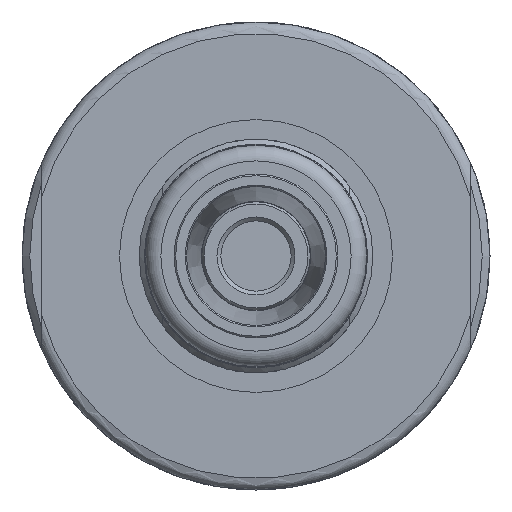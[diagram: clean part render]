
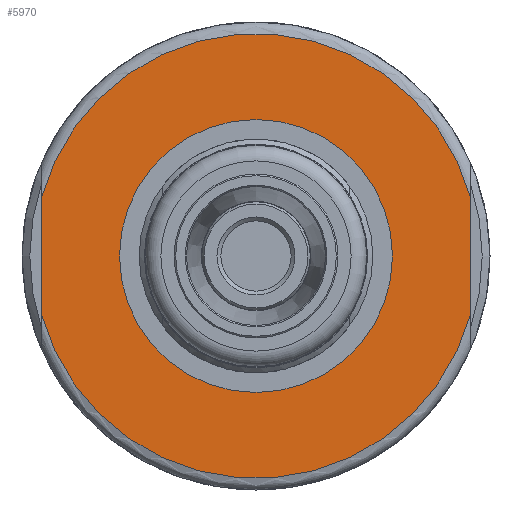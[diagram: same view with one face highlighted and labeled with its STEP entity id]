
A CAD part, left-side view. The second image highlights one B-rep face of the part: STEP entity #5970.
In plain terms, the highlighted planar face has unit normal (-1, 0, 0).
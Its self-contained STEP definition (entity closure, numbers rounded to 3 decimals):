
#223=LINE('',#10562,#577);
#227=LINE('',#10611,#581);
#577=VECTOR('',#7643,14.967);
#581=VECTOR('',#7653,14.967);
#1071=PLANE('',#6537);
#1274=FACE_BOUND('',#2052,.T.);
#1275=FACE_BOUND('',#2053,.T.);
#2052=EDGE_LOOP('',(#4605));
#2053=EDGE_LOOP('',(#4606,#4607,#4608,#4609));
#2503=CIRCLE('',#6538,17.5);
#2504=CIRCLE('',#6539,28.5);
#2505=CIRCLE('',#6540,28.5);
#2865=VERTEX_POINT('',#10546);
#2866=VERTEX_POINT('',#10561);
#2873=VERTEX_POINT('',#10595);
#2874=VERTEX_POINT('',#10610);
#2876=VERTEX_POINT('',#10641);
#3499=EDGE_CURVE('',#2866,#2865,#223,.T.);
#3508=EDGE_CURVE('',#2874,#2873,#227,.T.);
#3518=EDGE_CURVE('',#2876,#2876,#2503,.T.);
#3519=EDGE_CURVE('',#2874,#2865,#2504,.T.);
#3520=EDGE_CURVE('',#2866,#2873,#2505,.T.);
#4605=ORIENTED_EDGE('',*,*,#3518,.T.);
#4606=ORIENTED_EDGE('',*,*,#3499,.T.);
#4607=ORIENTED_EDGE('',*,*,#3519,.F.);
#4608=ORIENTED_EDGE('',*,*,#3508,.T.);
#4609=ORIENTED_EDGE('',*,*,#3520,.F.);
#5970=ADVANCED_FACE('',(#1274,#1275),#1071,.T.);
#6537=AXIS2_PLACEMENT_3D('',#10640,#7679,#7680);
#6538=AXIS2_PLACEMENT_3D('',#10642,#7681,#7682);
#6539=AXIS2_PLACEMENT_3D('',#10643,#7683,#7684);
#6540=AXIS2_PLACEMENT_3D('',#10644,#7685,#7686);
#7643=DIRECTION('',(0.,0.,-1.));
#7653=DIRECTION('',(0.,0.,1.));
#7679=DIRECTION('center_axis',(-1.,0.,0.));
#7680=DIRECTION('ref_axis',(0.,1.,0.));
#7681=DIRECTION('center_axis',(1.,0.,0.));
#7682=DIRECTION('ref_axis',(0.,0.,
-1.));
#7683=DIRECTION('center_axis',(1.,0.,0.));
#7684=DIRECTION('ref_axis',(0.,0.,
-1.));
#7685=DIRECTION('center_axis',(1.,0.,0.));
#7686=DIRECTION('ref_axis',(0.,0.,
-1.));
#10546=CARTESIAN_POINT('',(-96.,27.5,-7.483));
#10561=CARTESIAN_POINT('',(-96.,27.5,7.483));
#10562=CARTESIAN_POINT('',(-96.,27.5,-24.063));
#10595=CARTESIAN_POINT('',(-96.,-27.5,7.483));
#10610=CARTESIAN_POINT('',(-96.,-27.5,-7.483));
#10611=CARTESIAN_POINT('',(-96.,-27.5,1.553));
#10640=CARTESIAN_POINT('Origin',(-96.,0.,
-23.));
#10641=CARTESIAN_POINT('',(-96.,0.,-17.5));
#10642=CARTESIAN_POINT('Origin',(-96.,0.,
0.));
#10643=CARTESIAN_POINT('Origin',(-96.,0.,
0.));
#10644=CARTESIAN_POINT('Origin',(-96.,0.,
0.));
